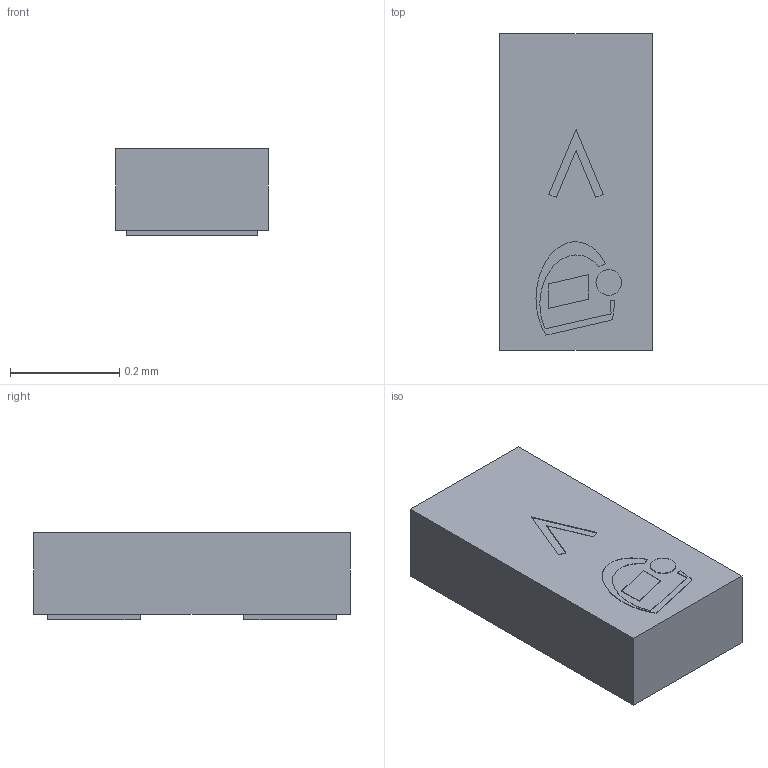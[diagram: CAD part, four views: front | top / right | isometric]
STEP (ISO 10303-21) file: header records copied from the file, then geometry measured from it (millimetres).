
FILE_DESCRIPTION(/* description */ (''),/* implementation_level */ '2;1');
FILE_NAME(/* name */ 'SG-WLL-2-5_Z8B00180080_V04_3D.stp',/* time_stamp */ '2024-07-23T09:54:35+05:30',/* author */ ('sivamani'),/* organization */ (''),/* preprocessor_version */ 'ST-DEVELOPER v19.2',/* originating_system */ 'AutoCAD Mechanical',/* authorisation */ '');
FILE_SCHEMA (('AUTOMOTIVE_DESIGN { 1 0 10303 214 3 1 1 }'));
Length unit declared in the file: millimetre
Products named in the file (1): Product
Bounding box: 0.28 x 0.58 x 0.16 mm (x, y, z)
Volume: 0 mm3; surface area: 0.8 mm2
Topology: 7 solids, 7 shells, 55 faces, 120 edges, 80 vertices
Faces by surface type: plane 50, bspline 4, cylinder 1
Full cylindrical faces by diameter (mm): 0.047 x1
Entity records: 1562 total; most frequent: CARTESIAN_POINT 390, ORIENTED_EDGE 240, DIRECTION 204, EDGE_CURVE 120, LINE 96, VECTOR 96, VERTEX_POINT 80, EDGE_LOOP 56
